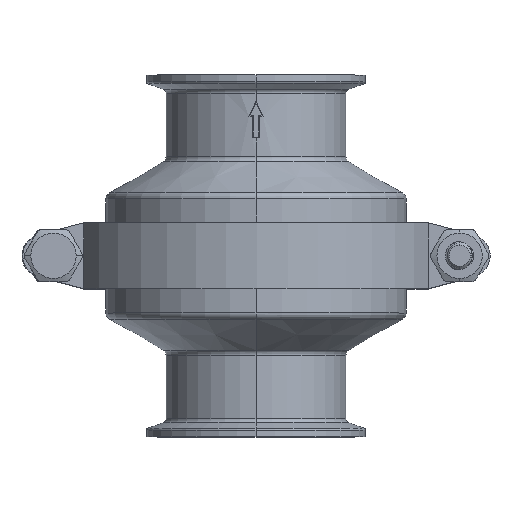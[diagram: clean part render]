
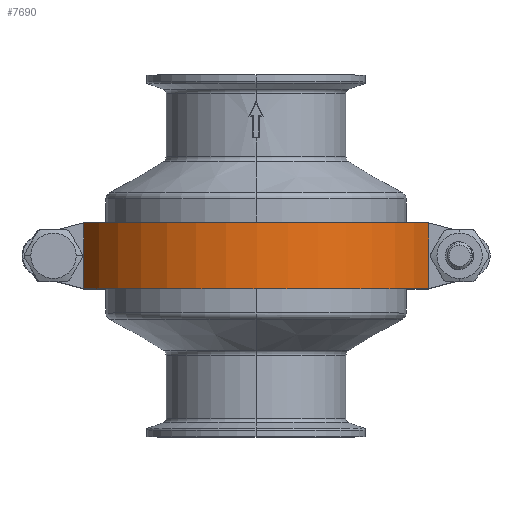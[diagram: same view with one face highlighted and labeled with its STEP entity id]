
A CAD part, top view. The second image highlights one B-rep face of the part: STEP entity #7690.
In plain terms, the highlighted cylindrical face has radius 66.6 mm (diameter 133.2 mm), a partial arc.
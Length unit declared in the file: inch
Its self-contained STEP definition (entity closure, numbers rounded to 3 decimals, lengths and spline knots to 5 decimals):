
#102 = DIRECTION ( 'NONE',  ( 0., 1., 0. ) ) ;
#146 = ORIENTED_EDGE ( 'NONE', *, *, #3941, .T. ) ;
#320 = CARTESIAN_POINT ( 'NONE',  ( 2.40377, 2.05794, 1.04739 ) ) ;
#489 = DIRECTION ( 'NONE',  ( 0., 1., 0. ) ) ;
#862 = FACE_OUTER_BOUND ( 'NONE', #5380, .T. ) ;
#888 = ORIENTED_EDGE ( 'NONE', *, *, #7267, .T. ) ;
#1223 = VERTEX_POINT ( 'NONE', #4578 ) ;
#1327 = CARTESIAN_POINT ( 'NONE',  ( 0., 4.13243, 0. ) ) ;
#1389 = VERTEX_POINT ( 'NONE', #4735 ) ;
#1400 = LINE ( 'NONE', #5699, #9212 ) ;
#2519 = AXIS2_PLACEMENT_3D ( 'NONE', #1327, #489, #6603 ) ;
#2919 = LINE ( 'NONE', #9112, #6727 ) ;
#3300 = VERTEX_POINT ( 'NONE', #320 ) ;
#3540 = CARTESIAN_POINT ( 'NONE',  ( 0., 2.97527, 0. ) ) ;
#3546 = AXIS2_PLACEMENT_3D ( 'NONE', #7595, #6277, #8736 ) ;
#3941 = EDGE_CURVE ( 'NONE', #6175, #1223, #1400, .T. ) ;
#4442 = CYLINDRICAL_SURFACE ( 'NONE', #2519, 2.62205 ) ;
#4578 = CARTESIAN_POINT ( 'NONE',  ( -2.39142, 2.05794, 1.07528 ) ) ;
#4735 = CARTESIAN_POINT ( 'NONE',  ( 2.40377, 2.97527, 1.04739 ) ) ;
#5230 = ORIENTED_EDGE ( 'NONE', *, *, #7581, .T. ) ;
#5380 = EDGE_LOOP ( 'NONE', ( #6403, #146, #5230, #888 ) ) ;
#5699 = CARTESIAN_POINT ( 'NONE',  ( -2.39142, 4.13243, 1.07528 ) ) ;
#6175 = VERTEX_POINT ( 'NONE', #7788 ) ;
#6277 = DIRECTION ( 'NONE',  ( 0., 1., 0. ) ) ;
#6403 = ORIENTED_EDGE ( 'NONE', *, *, #7079, .T. ) ;
#6560 = DIRECTION ( 'NONE',  ( 1., 0., -0.006 ) ) ;
#6603 = DIRECTION ( 'NONE',  ( 1., 0., -0.006 ) ) ;
#6727 = VECTOR ( 'NONE', #102, 39.37008 ) ;
#7079 = EDGE_CURVE ( 'NONE', #1389, #6175, #9339, .T. ) ;
#7267 = EDGE_CURVE ( 'NONE', #3300, #1389, #2919, .T. ) ;
#7581 = EDGE_CURVE ( 'NONE', #1223, #3300, #8459, .T. ) ;
#7595 = CARTESIAN_POINT ( 'NONE',  ( 0., 2.05794, 0. ) ) ;
#7690 = ADVANCED_FACE ( 'NONE', ( #862 ), #4442, .T. ) ;
#7788 = CARTESIAN_POINT ( 'NONE',  ( -2.39142, 2.97527, 1.07528 ) ) ;
#8002 = DIRECTION ( 'NONE',  ( 0., -1., 0. ) ) ;
#8459 = CIRCLE ( 'NONE', #3546, 2.62205 ) ;
#8736 = DIRECTION ( 'NONE',  ( 1., 0., -0.006 ) ) ;
#9112 = CARTESIAN_POINT ( 'NONE',  ( 2.40377, 4.13243, 1.04739 ) ) ;
#9206 = AXIS2_PLACEMENT_3D ( 'NONE', #3540, #9555, #6560 ) ;
#9212 = VECTOR ( 'NONE', #8002, 39.37008 ) ;
#9339 = CIRCLE ( 'NONE', #9206, 2.62205 ) ;
#9555 = DIRECTION ( 'NONE',  ( 0., -1., 0. ) ) ;
